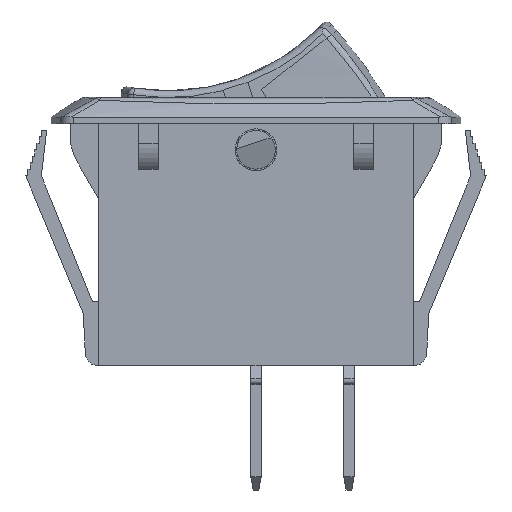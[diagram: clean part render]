
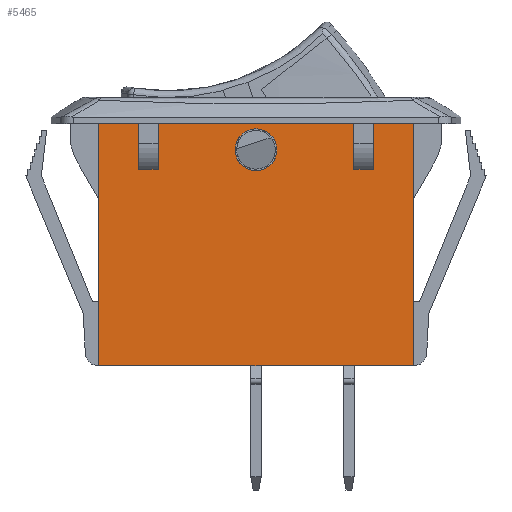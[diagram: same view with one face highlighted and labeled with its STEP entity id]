
A CAD part, left-side view. The second image highlights one B-rep face of the part: STEP entity #5465.
In plain terms, the highlighted planar face has unit normal (-1, 0, 0).
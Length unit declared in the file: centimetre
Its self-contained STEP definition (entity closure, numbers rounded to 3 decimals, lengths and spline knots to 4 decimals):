
#287=FACE_BOUND('',#714,.T.);
#404=FACE_OUTER_BOUND('',#713,.T.);
#713=EDGE_LOOP('',(#4186,#4187,#4188,#4189,#4190,#4191,#4192,#4193,#4194,
#4195,#4196,#4197,#4198,#4199));
#714=EDGE_LOOP('',(#4200));
#1045=LINE('',#7825,#1602);
#1146=LINE('',#8531,#1703);
#1150=LINE('',#8539,#1707);
#1154=LINE('',#8547,#1711);
#1188=LINE('',#8647,#1745);
#1198=LINE('',#8670,#1755);
#1200=LINE('',#8677,#1757);
#1216=LINE('',#8714,#1773);
#1217=LINE('',#8717,#1774);
#1218=LINE('',#8720,#1775);
#1219=LINE('',#8722,#1776);
#1220=LINE('',#8723,#1777);
#1221=LINE('',#8724,#1778);
#1222=LINE('',#8725,#1779);
#1602=VECTOR('',#6378,1.);
#1703=VECTOR('',#6609,1.);
#1707=VECTOR('',#6613,1.);
#1711=VECTOR('',#6617,1.);
#1745=VECTOR('',#6689,1.);
#1755=VECTOR('',#6709,1.);
#1757=VECTOR('',#6717,1.);
#1773=VECTOR('',#6757,1.);
#1774=VECTOR('',#6760,1.);
#1775=VECTOR('',#6765,1.);
#1776=VECTOR('',#6766,1.);
#1777=VECTOR('',#6767,1.);
#1778=VECTOR('',#6768,1.);
#1779=VECTOR('',#6769,1.);
#2096=CIRCLE('',#5847,0.16);
#2247=VERTEX_POINT('',#7822);
#2248=VERTEX_POINT('',#7824);
#2383=VERTEX_POINT('',#8528);
#2384=VERTEX_POINT('',#8530);
#2387=VERTEX_POINT('',#8536);
#2388=VERTEX_POINT('',#8538);
#2391=VERTEX_POINT('',#8544);
#2392=VERTEX_POINT('',#8546);
#2419=VERTEX_POINT('',#8646);
#2427=VERTEX_POINT('',#8669);
#2429=VERTEX_POINT('',#8675);
#2438=VERTEX_POINT('',#8712);
#2439=VERTEX_POINT('',#8716);
#2440=VERTEX_POINT('',#8721);
#2441=VERTEX_POINT('',#8726);
#2835=EDGE_CURVE('',#2248,#2247,#1045,.T.);
#3006=EDGE_CURVE('',#2384,#2383,#1146,.T.);
#3010=EDGE_CURVE('',#2387,#2388,#1150,.T.);
#3014=EDGE_CURVE('',#2392,#2391,#1154,.T.);
#3054=EDGE_CURVE('',#2392,#2419,#1188,.T.);
#3066=EDGE_CURVE('',#2427,#2388,#1198,.T.);
#3070=EDGE_CURVE('',#2429,#2387,#1200,.T.);
#3090=EDGE_CURVE('',#2429,#2438,#1216,.T.);
#3091=EDGE_CURVE('',#2439,#2427,#1217,.T.);
#3093=EDGE_CURVE('',#2438,#2384,#1218,.T.);
#3094=EDGE_CURVE('',#2383,#2440,#1219,.T.);
#3095=EDGE_CURVE('',#2440,#2248,#1220,.T.);
#3096=EDGE_CURVE('',#2419,#2247,#1221,.T.);
#3097=EDGE_CURVE('',#2391,#2439,#1222,.T.);
#3098=EDGE_CURVE('',#2441,#2441,#2096,.T.);
#4186=ORIENTED_EDGE('',*,*,#3066,.T.);
#4187=ORIENTED_EDGE('',*,*,#3010,.F.);
#4188=ORIENTED_EDGE('',*,*,#3070,.F.);
#4189=ORIENTED_EDGE('',*,*,#3090,.T.);
#4190=ORIENTED_EDGE('',*,*,#3093,.T.);
#4191=ORIENTED_EDGE('',*,*,#3006,.T.);
#4192=ORIENTED_EDGE('',*,*,#3094,.T.);
#4193=ORIENTED_EDGE('',*,*,#3095,.T.);
#4194=ORIENTED_EDGE('',*,*,#2835,.T.);
#4195=ORIENTED_EDGE('',*,*,#3096,.F.);
#4196=ORIENTED_EDGE('',*,*,#3054,.F.);
#4197=ORIENTED_EDGE('',*,*,#3014,.T.);
#4198=ORIENTED_EDGE('',*,*,#3097,.T.);
#4199=ORIENTED_EDGE('',*,*,#3091,.T.);
#4200=ORIENTED_EDGE('',*,*,#3098,.T.);
#5222=PLANE('',#5846);
#5465=ADVANCED_FACE('',(#404,#287),#5222,.T.);
#5846=AXIS2_PLACEMENT_3D('',#8719,#6763,#6764);
#5847=AXIS2_PLACEMENT_3D('',#8727,#6770,#6771);
#6378=DIRECTION('',(0.,-1.,0.));
#6609=DIRECTION('',(0.,1.,0.));
#6613=DIRECTION('',(0.,-1.,0.));
#6617=DIRECTION('',(0.,1.,0.));
#6689=DIRECTION('',(0.,0.,-1.));
#6709=DIRECTION('',(0.,0.,1.));
#6717=DIRECTION('',(0.,0.,1.));
#6757=DIRECTION('',(0.,1.,0.));
#6760=DIRECTION('',(0.,1.,0.));
#6763=DIRECTION('center_axis',(-1.,0.,0.));
#6764=DIRECTION('ref_axis',(0.,0.,1.));
#6765=DIRECTION('',(0.,0.,1.));
#6766=DIRECTION('',(0.,0.,-1.));
#6767=DIRECTION('',(0.,0.,-1.));
#6768=DIRECTION('',(0.,0.,-1.));
#6769=DIRECTION('',(0.,0.,-1.));
#6770=DIRECTION('center_axis',(1.,0.,0.));
#6771=DIRECTION('ref_axis',(0.,-1.,0.));
#7822=CARTESIAN_POINT('',(-0.595,-1.2,-1.85));
#7824=CARTESIAN_POINT('',(-0.595,1.2,-1.85));
#7825=CARTESIAN_POINT('',(-0.595,-1.2,-1.85));
#8528=CARTESIAN_POINT('',(-0.595,1.2,0.));
#8530=CARTESIAN_POINT('',(-0.595,0.8975,0.));
#8531=CARTESIAN_POINT('',(-0.595,-1.2,0.));
#8536=CARTESIAN_POINT('',(-0.595,0.7475,0.));
#8538=CARTESIAN_POINT('',(-0.595,-0.7475,0.));
#8539=CARTESIAN_POINT('',(-0.595,0.3738,0.));
#8544=CARTESIAN_POINT('',(-0.595,-0.8975,0.));
#8546=CARTESIAN_POINT('',(-0.595,-1.2,0.));
#8547=CARTESIAN_POINT('',(-0.595,-1.2,0.));
#8646=CARTESIAN_POINT('',(-0.595,-1.2,-1.36));
#8647=CARTESIAN_POINT('',(-0.595,-1.2,0.));
#8669=CARTESIAN_POINT('',(-0.595,-0.7475,-0.35));
#8670=CARTESIAN_POINT('',(-0.595,-0.7475,-1.85));
#8675=CARTESIAN_POINT('',(-0.595,0.7475,-0.35));
#8677=CARTESIAN_POINT('',(-0.595,0.7475,-1.85));
#8712=CARTESIAN_POINT('',(-0.595,0.8975,-0.35));
#8714=CARTESIAN_POINT('',(-0.595,0.,-0.35));
#8716=CARTESIAN_POINT('',(-0.595,-0.8975,-0.35));
#8717=CARTESIAN_POINT('',(-0.595,0.,-0.35));
#8719=CARTESIAN_POINT('Origin',(-0.595,1.2,0.));
#8720=CARTESIAN_POINT('',(-0.595,0.8975,-0.0797));
#8721=CARTESIAN_POINT('',(-0.595,1.2,-1.36));
#8722=CARTESIAN_POINT('',(-0.595,1.2,0.));
#8723=CARTESIAN_POINT('',(-0.595,1.2,0.));
#8724=CARTESIAN_POINT('',(-0.595,-1.2,0.));
#8725=CARTESIAN_POINT('',(-0.595,-0.8975,-0.0797));
#8726=CARTESIAN_POINT('',(-0.595,0.16,-0.2));
#8727=CARTESIAN_POINT('Origin',(-0.595,0.,-0.2));
